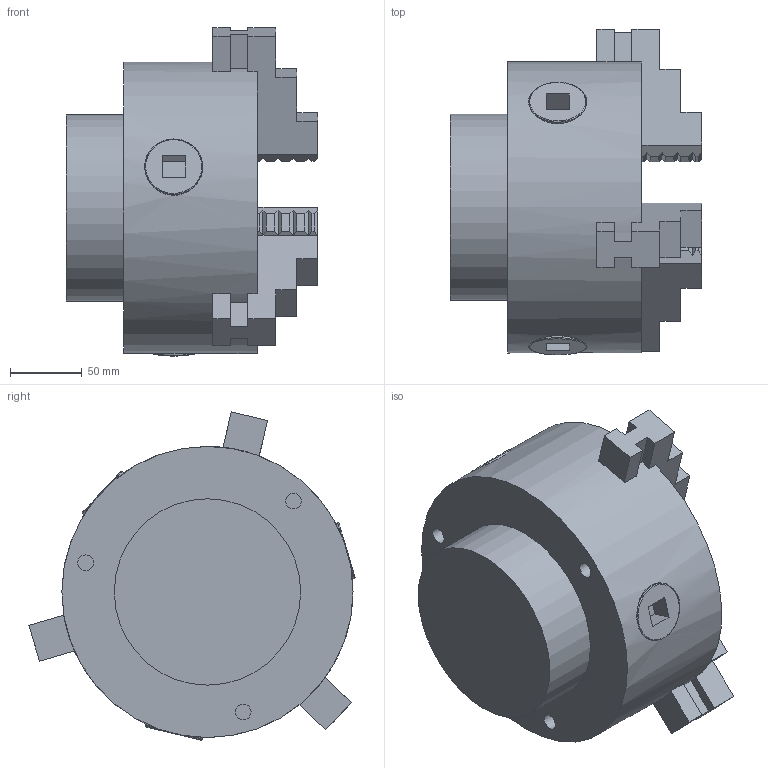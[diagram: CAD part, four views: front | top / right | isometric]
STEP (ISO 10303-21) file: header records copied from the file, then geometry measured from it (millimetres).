
FILE_DESCRIPTION(/* description */ ('STEP AP214'),/* implementation_level */ '2;1');
FILE_NAME(/* name */ 'chuck whole.stp',/* time_stamp */ '2025-12-13T07:05:25-08:00',/* author */ ('admin'),/* organization */ (''),/* preprocessor_version */ 'ST-DEVELOPER v20.1',/* originating_system */ 'Autodesk Inventor 2026',/* authorisation */ '');
FILE_SCHEMA (('AUTOMOTIVE_DESIGN { 1 0 10303 214 3 1 1 }'));
Length unit declared in the file: inch
Products named in the file (1): Lathe Machine
Bounding box: 175.36 x 227.5 x 228.97 mm (x, y, z)
Volume: 3569991.3 mm3; surface area: 260521.6 mm2
Topology: 7 solids, 7 shells, 213 faces, 570 edges, 381 vertices
Faces by surface type: plane 198, cylinder 12, torus 3
Full cylindrical faces by diameter (mm): 11.017 x3, 40.462 x3, 40.625 x3, 48.75 x1, 130 x1, 203.125 x1
Entity records: 7378 total; most frequent: CARTESIAN_POINT 1942, ORIENTED_EDGE 1140, DIRECTION 1052, EDGE_CURVE 570, LINE 492, VECTOR 492, VERTEX_POINT 381, AXIS2_PLACEMENT_3D 280
